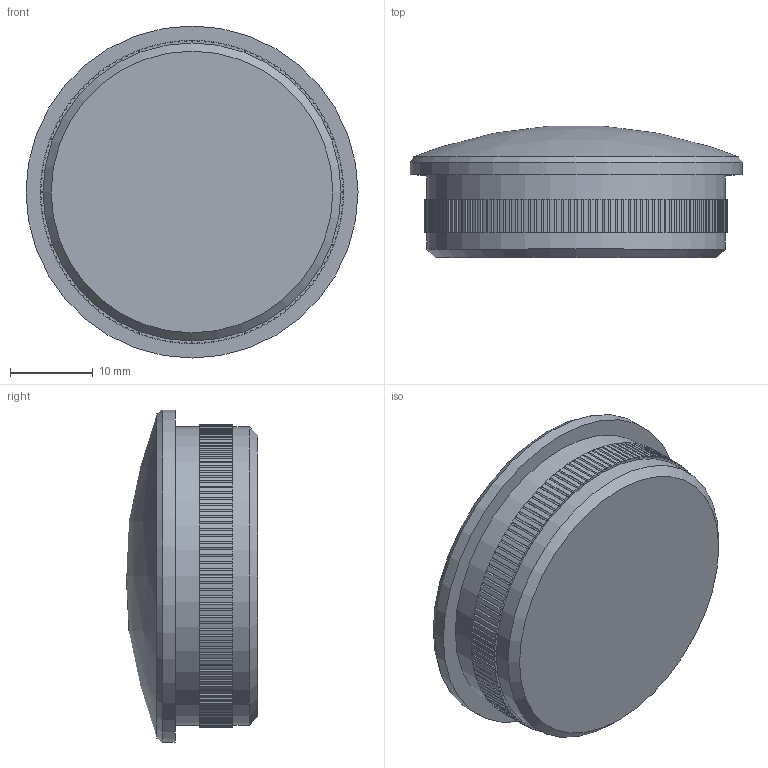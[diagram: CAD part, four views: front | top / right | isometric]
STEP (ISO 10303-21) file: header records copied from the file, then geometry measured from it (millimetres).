
FILE_DESCRIPTION(/* description */ (''),/* implementation_level */ '2;1');
FILE_NAME(/* name */ '41402.ipt.step',/* time_stamp */ '2022-07-18T12:52:04+02:00',/* author */ ('Abt. Technik'),/* organization */ (''),/* preprocessor_version */ 'ST-DEVELOPER v18.1',/* originating_system */ 'Autodesk Inventor 2022',/* authorisation */ '');
FILE_SCHEMA (('AUTOMOTIVE_DESIGN { 1 0 10303 214 3 1 1 }'));
Length unit declared in the file: millimetre
Products named in the file (1): 41402
Bounding box: 40.2 x 15.89 x 40.2 mm (x, y, z)
Volume: 15399.2 mm3; surface area: 4034.5 mm2
Topology: 1 solids, 1 shells, 290 faces, 855 edges, 570 vertices
Faces by surface type: cylinder 283, plane 4, cone 2, sphere 1
Full cylindrical faces by diameter (mm): 36.1 x2, 40.2 x1
Entity records: 10072 total; most frequent: DIRECTION 2007, CARTESIAN_POINT 1716, ORIENTED_EDGE 1710, AXIS2_PLACEMENT_3D 861, EDGE_CURVE 855, CIRCLE 570, VERTEX_POINT 570, EDGE_LOOP 293
